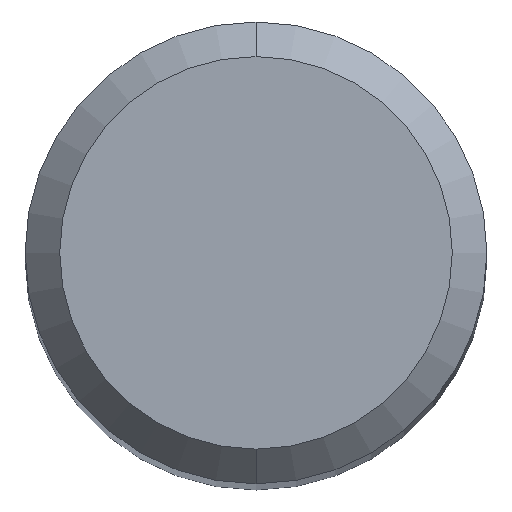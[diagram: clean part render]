
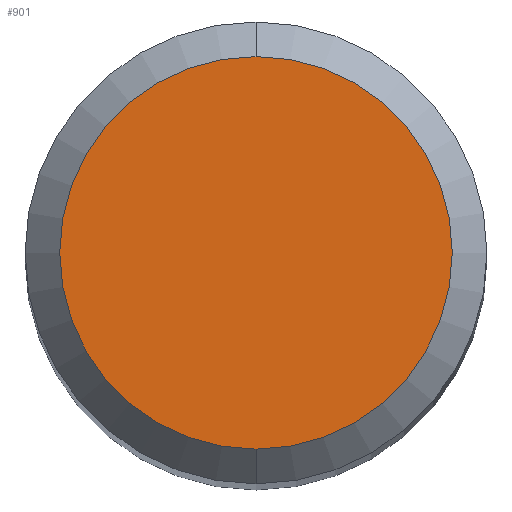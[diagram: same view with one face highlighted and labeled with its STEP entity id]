
A CAD part, top view. The second image highlights one B-rep face of the part: STEP entity #901.
In plain terms, the highlighted planar face has unit normal (0, 0, 1).
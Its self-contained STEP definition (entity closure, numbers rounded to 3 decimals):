
#471=EDGE_CURVE('',#571,#575,#1235,.T.);
#497=EDGE_CURVE('',#575,#571,#1264,.T.);
#571=VERTEX_POINT('',#1345);
#575=VERTEX_POINT('',#1349);
#901=ADVANCED_FACE('',(#1707),#1708,.T.);
#1235=CIRCLE('',#2334,1.7);
#1264=CIRCLE('',#2456,1.7);
#1345=CARTESIAN_POINT('',(0.0,1.7,0.0));
#1349=CARTESIAN_POINT('',(0.,-1.7,0.0));
#1707=FACE_OUTER_BOUND('',#4101,.T.);
#1708=PLANE('',#4102);
#2334=AXIS2_PLACEMENT_3D('',#5157,#5158,#5159);
#2456=AXIS2_PLACEMENT_3D('',#5199,#5200,#5201);
#4101=EDGE_LOOP('',(#5682,#5683));
#4102=AXIS2_PLACEMENT_3D('',#5684,#5685,#5686);
#5157=CARTESIAN_POINT('',(0.0,0.0,0.0));
#5158=DIRECTION('',(0.0,0.0,-1.0));
#5159=DIRECTION('',(0.0,1.0,0.0));
#5199=CARTESIAN_POINT('',(0.0,0.0,0.0));
#5200=DIRECTION('',(0.0,0.0,-1.0));
#5201=DIRECTION('',(0.0,1.0,0.0));
#5682=ORIENTED_EDGE('',*,*,#471,.F.);
#5683=ORIENTED_EDGE('',*,*,#497,.F.);
#5684=CARTESIAN_POINT('',(0.0,0.85,0.0));
#5685=DIRECTION('',(-0.0,0.0,1.0));
#5686=DIRECTION('',(0.0,-1.0,0.0));
